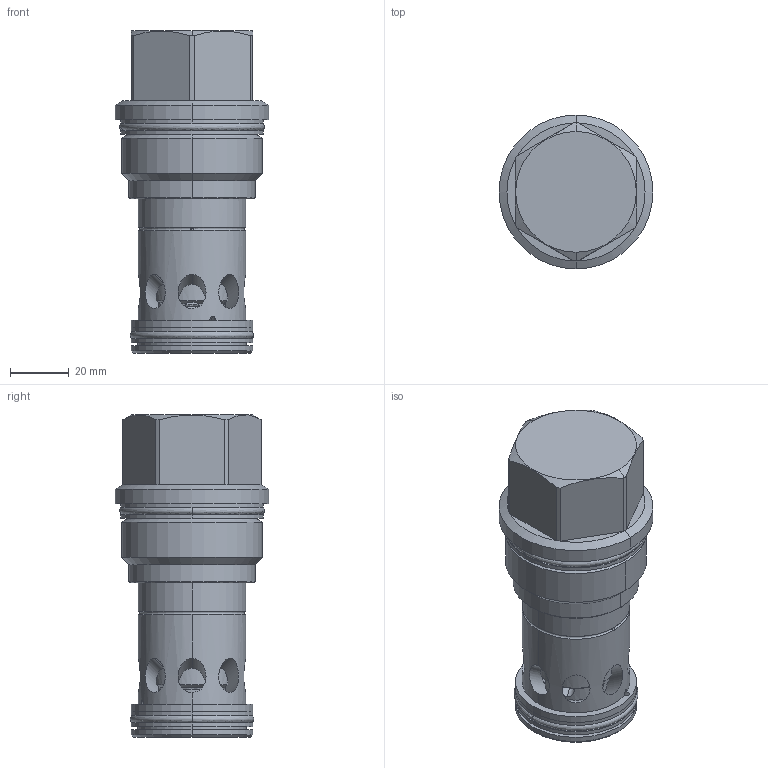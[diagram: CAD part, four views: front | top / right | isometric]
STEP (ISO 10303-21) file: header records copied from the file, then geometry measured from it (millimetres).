
FILE_DESCRIPTION((''),'2;1');
FILE_NAME('CNKC-XAN_PRT','2014-04-08T',('Administrator'),(''),'PRO/ENGINEER BY PARAMETRIC TECHNOLOGY CORPORATION, 2006240','PRO/ENGINEER BY PARAMETRIC TECHNOLOGY CORPORATION, 2006240','');
FILE_SCHEMA(('CONFIG_CONTROL_DESIGN'));
Length unit declared in the file: inch
Products named in the file (1): CNKC-XAN_PRT
Bounding box: 52.3 x 52.3 x 109.55 mm (x, y, z)
Volume: 146272.3 mm3; surface area: 26922.6 mm2
Topology: 3 solids, 3 shells, 208 faces, 611 edges, 384 vertices
Faces by surface type: cylinder 94, plane 40, torus 29, cone 26, bspline 11, revolution 8
Entity records: 16124 total; most frequent: CARTESIAN_POINT 11007, ORIENTED_EDGE 1218, DIRECTION 861, EDGE_CURVE 609, VERTEX_POINT 384, AXIS2_PLACEMENT_3D 371, B_SPLINE_CURVE_WITH_KNOTS 324, EDGE_LOOP 235
